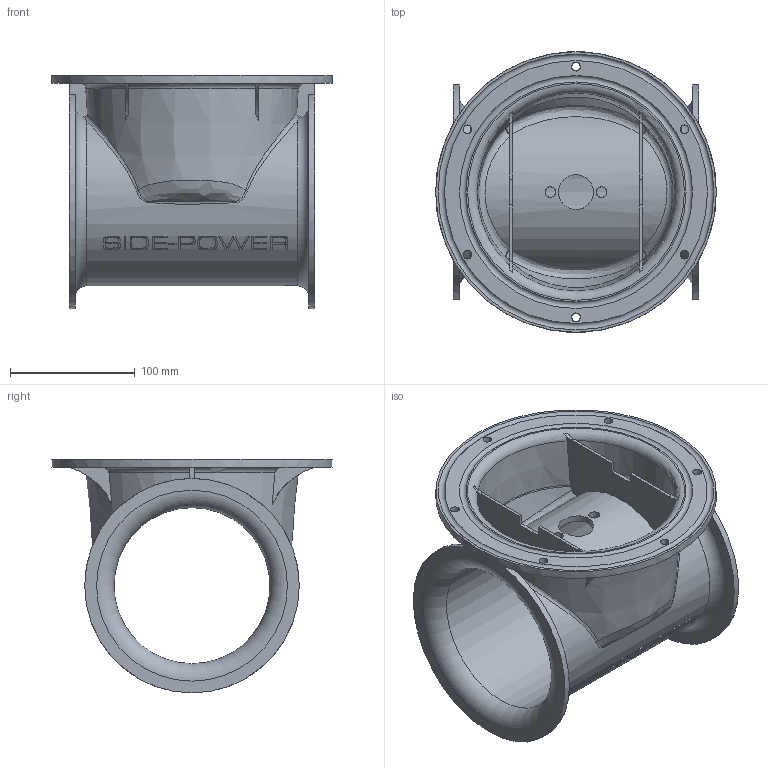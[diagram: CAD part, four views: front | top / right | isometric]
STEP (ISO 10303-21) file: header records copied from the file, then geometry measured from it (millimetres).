
FILE_DESCRIPTION(/* description */ (''),/* implementation_level */ '2;1');
FILE_NAME(/* name */ '90124i.stp',/* time_stamp */ '2016-02-22T08:39:21+01:00',/* author */ ('elvira'),/* organization */ (''),/* preprocessor_version */ 'ST-DEVELOPER v16.1',/* originating_system */ 'Autodesk Inventor 2016',/* authorisation */ '');
FILE_SCHEMA (('AUTOMOTIVE_DESIGN { 1 0 10303 214 3 1 1 }'));
Length unit declared in the file: millimetre
Products named in the file (1): 90124i
Bounding box: 225 x 225 x 187.5 mm (x, y, z)
Volume: 837377.7 mm3; surface area: 305760.7 mm2
Topology: 1 solids, 1 shells, 402 faces, 1082 edges, 712 vertices
Faces by surface type: plane 240, bspline 88, cylinder 29, torus 23, cone 18, sphere 4
Full cylindrical faces by diameter (mm): 8.5 x2, 28 x1, 125 x1, 172 x2, 225 x1
Entity records: 15989 total; most frequent: CARTESIAN_POINT 6122, ORIENTED_EDGE 2138, DIRECTION 1618, EDGE_CURVE 1065, VERTEX_POINT 711, LINE 594, VECTOR 594, AXIS2_PLACEMENT_3D 512
